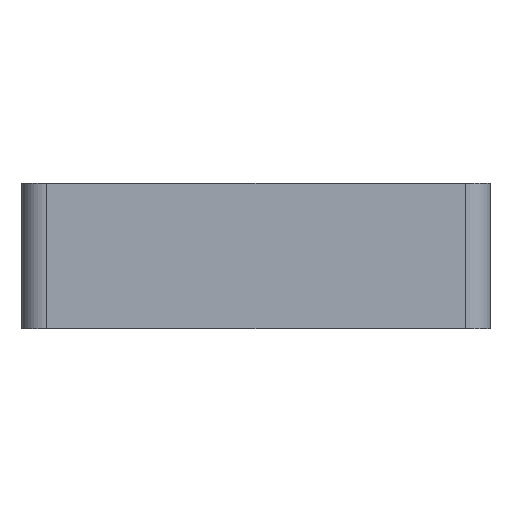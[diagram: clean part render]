
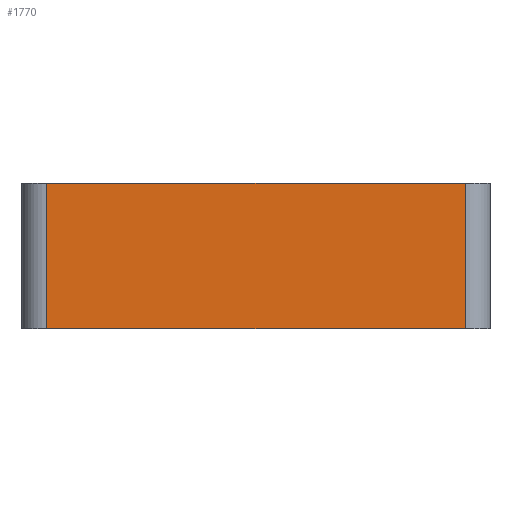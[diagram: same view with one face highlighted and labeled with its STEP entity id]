
A CAD part, left-side view. The second image highlights one B-rep face of the part: STEP entity #1770.
In plain terms, the highlighted planar face has unit normal (-1, 0, 0).
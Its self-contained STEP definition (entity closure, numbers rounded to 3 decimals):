
#1170=CARTESIAN_POINT('',(15.249,-208.862,19.));
#1180=VERTEX_POINT('',#1170);
#1210=CARTESIAN_POINT('',(15.249,0.,19.));
#1220=DIRECTION('',(-0.,-1.,0.));
#1230=VECTOR('',#1220,1.);
#1240=LINE('',#1210,#1230);
#1250=CARTESIAN_POINT('',(15.249,-148.258,19.));
#1260=VERTEX_POINT('',#1250);
#1270=EDGE_CURVE('',#1260,#1180,#1240,.T.);
#1470=CARTESIAN_POINT('',(15.249,-148.258,0.));
#1480=DIRECTION('',(-1.,0.,0.));
#1490=DIRECTION('',(0.,1.,0.));
#1500=AXIS2_PLACEMENT_3D('',#1470,#1480,#1490);
#1510=PLANE('',#1500);
#1520=CARTESIAN_POINT('',(15.249,-148.258,0.));
#1530=DIRECTION('',(0.,0.,1.));
#1540=VECTOR('',#1530,1.);
#1550=LINE('',#1520,#1540);
#1560=CARTESIAN_POINT('',(15.249,-148.258,-2.));
#1570=VERTEX_POINT('',#1560);
#1580=EDGE_CURVE('',#1570,#1260,#1550,.T.);
#1590=ORIENTED_EDGE('',*,*,#1580,.F.);
#1600=ORIENTED_EDGE('',*,*,#1270,.F.);
#1610=CARTESIAN_POINT('',(15.249,-208.862,0.));
#1620=DIRECTION('',(0.,0.,1.));
#1630=VECTOR('',#1620,1.);
#1640=LINE('',#1610,#1630);
#1650=CARTESIAN_POINT('',(15.249,-208.862,-2.));
#1660=VERTEX_POINT('',#1650);
#1670=EDGE_CURVE('',#1660,#1180,#1640,.T.);
#1680=ORIENTED_EDGE('',*,*,#1670,.T.);
#1690=CARTESIAN_POINT('',(15.249,0.,-2.));
#1700=DIRECTION('',(-0.,-1.,0.));
#1710=VECTOR('',#1700,1.);
#1720=LINE('',#1690,#1710);
#1730=EDGE_CURVE('',#1570,#1660,#1720,.T.);
#1740=ORIENTED_EDGE('',*,*,#1730,.T.);
#1750=EDGE_LOOP('',(#1740,#1680,#1600,#1590));
#1760=FACE_OUTER_BOUND('',#1750,.T.);
#1770=ADVANCED_FACE('',(#1760),#1510,.T.);
